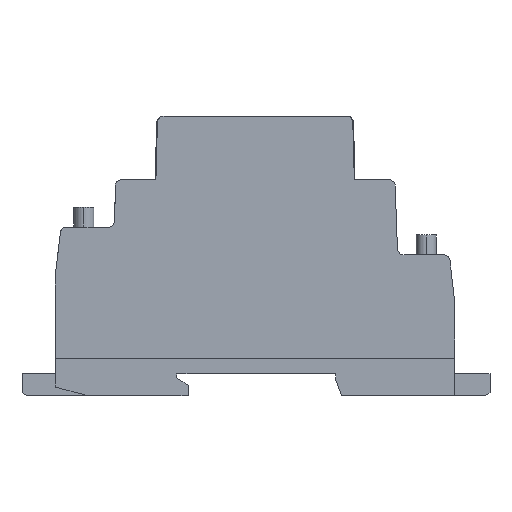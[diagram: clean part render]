
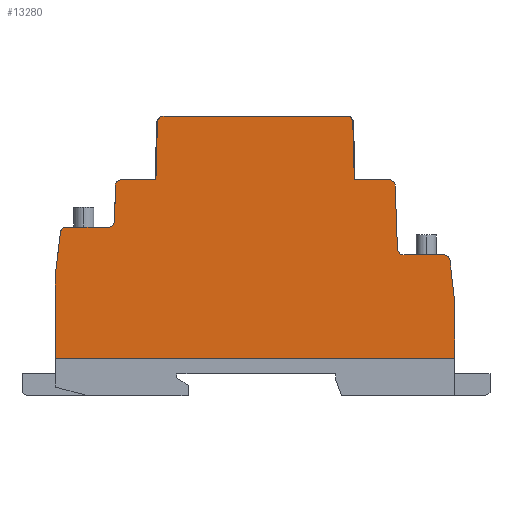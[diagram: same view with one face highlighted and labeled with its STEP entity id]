
A CAD part, left-side view. The second image highlights one B-rep face of the part: STEP entity #13280.
In plain terms, the highlighted planar face has unit normal (-1, 0, 0).
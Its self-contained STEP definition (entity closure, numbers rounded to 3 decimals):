
#12468=CARTESIAN_POINT('',(0.,22.629,43.699));
#12469=VERTEX_POINT('',#12468);
#12470=CARTESIAN_POINT('',(0.,22.293,56.537));
#12471=VERTEX_POINT('',#12470);
#12472=CARTESIAN_POINT('',(0.,22.629,43.699));
#12473=DIRECTION('',(0.,-0.026,1.));
#12474=VECTOR('',#12473,12.843);
#12475=LINE('',#12472,#12474);
#12476=EDGE_CURVE('',#12469,#12471,#12475,.T.);
#12508=CARTESIAN_POINT('',(0.,20.793,57.999));
#12509=VERTEX_POINT('',#12508);
#12510=CARTESIAN_POINT('',(0.,20.793,56.498));
#12511=DIRECTION('',(1.0,0.,0.));
#12512=DIRECTION('',(0.,0.698,0.716));
#12513=AXIS2_PLACEMENT_3D('',#12510,#12511,#12512);
#12514=CIRCLE('',#12513,1.5);
#12515=EDGE_CURVE('',#12471,#12509,#12514,.T.);
#12541=CARTESIAN_POINT('',(0.,-20.207,57.999));
#12542=VERTEX_POINT('',#12541);
#12543=CARTESIAN_POINT('',(0.,20.793,57.999));
#12544=DIRECTION('',(0.,-1.0,0.));
#12545=VECTOR('',#12544,41.);
#12546=LINE('',#12543,#12545);
#12547=EDGE_CURVE('',#12509,#12542,#12546,.T.);
#12602=CARTESIAN_POINT('',(0.,-21.706,56.539));
#12603=VERTEX_POINT('',#12602);
#12604=CARTESIAN_POINT('',(0.,-20.207,56.499));
#12605=DIRECTION('',(1.0,0.,0.));
#12606=DIRECTION('',(0.,-0.698,0.716));
#12607=AXIS2_PLACEMENT_3D('',#12604,#12605,#12606);
#12608=CIRCLE('',#12607,1.5);
#12609=EDGE_CURVE('',#12542,#12603,#12608,.T.);
#12635=CARTESIAN_POINT('',(0.,-22.042,43.699));
#12636=VERTEX_POINT('',#12635);
#12637=CARTESIAN_POINT('',(0.,-21.706,56.539));
#12638=DIRECTION('',(0.,-0.026,-1.));
#12639=VECTOR('',#12638,12.844);
#12640=LINE('',#12637,#12639);
#12641=EDGE_CURVE('',#12603,#12636,#12640,.T.);
#12666=CARTESIAN_POINT('',(0.,-29.758,43.699));
#12667=VERTEX_POINT('',#12666);
#12668=CARTESIAN_POINT('',(0.,-22.042,43.699));
#12669=DIRECTION('',(0.0,-1.0,0.0));
#12670=VECTOR('',#12669,7.716);
#12671=LINE('',#12668,#12670);
#12672=EDGE_CURVE('',#12636,#12667,#12671,.T.);
#12697=CARTESIAN_POINT('',(0.,-31.257,42.252));
#12698=VERTEX_POINT('',#12697);
#12699=CARTESIAN_POINT('',(0.,-29.759,42.199));
#12700=DIRECTION('',(1.0,0.,0.));
#12701=DIRECTION('',(0.,-0.694,0.72));
#12702=AXIS2_PLACEMENT_3D('',#12699,#12700,#12701);
#12703=CIRCLE('',#12702,1.5);
#12704=EDGE_CURVE('',#12667,#12698,#12703,.T.);
#12730=CARTESIAN_POINT('',(0.,-31.748,28.197));
#12731=VERTEX_POINT('',#12730);
#12732=CARTESIAN_POINT('',(0.,-31.257,42.252));
#12733=DIRECTION('',(0.,-0.035,-0.999));
#12734=VECTOR('',#12733,14.063);
#12735=LINE('',#12732,#12734);
#12736=EDGE_CURVE('',#12698,#12731,#12735,.T.);
#12761=CARTESIAN_POINT('',(0.,-33.249,26.749));
#12762=VERTEX_POINT('',#12761);
#12763=CARTESIAN_POINT('',(0.,-33.248,28.25));
#12764=DIRECTION('',(-1.0,0.,0.));
#12765=DIRECTION('',(0.,0.694,-0.72));
#12766=AXIS2_PLACEMENT_3D('',#12763,#12764,#12765);
#12767=CIRCLE('',#12766,1.501);
#12768=EDGE_CURVE('',#12731,#12762,#12767,.T.);
#12794=CARTESIAN_POINT('',(0.,-42.107,26.749));
#12795=VERTEX_POINT('',#12794);
#12796=CARTESIAN_POINT('',(0.,-33.249,26.749));
#12797=DIRECTION('',(0.0,-1.0,0.0));
#12798=VECTOR('',#12797,8.858);
#12799=LINE('',#12796,#12798);
#12800=EDGE_CURVE('',#12762,#12795,#12799,.T.);
#12885=CARTESIAN_POINT('',(0.,-43.604,25.168));
#12886=VERTEX_POINT('',#12885);
#12887=CARTESIAN_POINT('',(0.,-42.107,25.249));
#12888=DIRECTION('',(1.0,0.,0.));
#12889=DIRECTION('',(0.,-0.726,0.688));
#12890=AXIS2_PLACEMENT_3D('',#12887,#12888,#12889);
#12891=CIRCLE('',#12890,1.5);
#12892=EDGE_CURVE('',#12795,#12886,#12891,.T.);
#12918=CARTESIAN_POINT('',(0.0,-44.707,15.75));
#12919=VERTEX_POINT('',#12918);
#12920=CARTESIAN_POINT('',(0.,-43.604,25.168));
#12921=DIRECTION('',(0.,-0.116,-0.993));
#12922=VECTOR('',#12921,9.483);
#12923=LINE('',#12920,#12922);
#12924=EDGE_CURVE('',#12886,#12919,#12923,.T.);
#12949=CARTESIAN_POINT('',(0.0,-44.707,3.499));
#12950=VERTEX_POINT('',#12949);
#12951=CARTESIAN_POINT('',(0.,-44.707,15.75));
#12952=DIRECTION('',(0.0,0.0,-1.0));
#12953=VECTOR('',#12952,12.251);
#12954=LINE('',#12951,#12953);
#12955=EDGE_CURVE('',#12919,#12950,#12954,.T.);
#12980=CARTESIAN_POINT('',(0.0,45.293,3.499));
#12981=VERTEX_POINT('',#12980);
#12982=CARTESIAN_POINT('',(0.0,-44.707,3.499));
#12983=DIRECTION('',(0.0,1.0,0.0));
#12984=VECTOR('',#12983,90.);
#12985=LINE('',#12982,#12984);
#12986=EDGE_CURVE('',#12950,#12981,#12985,.T.);
#13011=CARTESIAN_POINT('',(0.0,45.293,21.999));
#13012=VERTEX_POINT('',#13011);
#13013=CARTESIAN_POINT('',(0.,45.293,3.499));
#13014=DIRECTION('',(0.0,0.0,1.0));
#13015=VECTOR('',#13014,18.5);
#13016=LINE('',#13013,#13015);
#13017=EDGE_CURVE('',#12981,#13012,#13016,.T.);
#13042=CARTESIAN_POINT('',(0.,44.191,31.419));
#13043=VERTEX_POINT('',#13042);
#13044=CARTESIAN_POINT('',(0.,45.293,21.999));
#13045=DIRECTION('',(0.,-0.116,0.993));
#13046=VECTOR('',#13045,9.484);
#13047=LINE('',#13044,#13046);
#13048=EDGE_CURVE('',#13012,#13043,#13047,.T.);
#13073=CARTESIAN_POINT('',(0.,42.694,33.));
#13074=VERTEX_POINT('',#13073);
#13075=CARTESIAN_POINT('',(0.,42.693,31.5));
#13076=DIRECTION('',(1.0,0.,0.));
#13077=DIRECTION('',(0.,0.726,0.688));
#13078=AXIS2_PLACEMENT_3D('',#13075,#13076,#13077);
#13079=CIRCLE('',#13078,1.5);
#13080=EDGE_CURVE('',#13043,#13074,#13079,.T.);
#13106=CARTESIAN_POINT('',(0.,33.372,33.));
#13107=VERTEX_POINT('',#13106);
#13108=CARTESIAN_POINT('',(0.,42.694,33.));
#13109=DIRECTION('',(0.0,-1.0,0.0));
#13110=VECTOR('',#13109,9.321);
#13111=LINE('',#13108,#13110);
#13112=EDGE_CURVE('',#13074,#13107,#13111,.T.);
#13137=CARTESIAN_POINT('',(0.,31.873,34.487));
#13138=VERTEX_POINT('',#13137);
#13139=CARTESIAN_POINT('',(0.,33.373,34.5));
#13140=DIRECTION('',(-1.0,0.,0.));
#13141=DIRECTION('',(0.,-0.704,-0.71));
#13142=AXIS2_PLACEMENT_3D('',#13139,#13140,#13141);
#13143=CIRCLE('',#13142,1.5);
#13144=EDGE_CURVE('',#13107,#13138,#13143,.T.);
#13170=CARTESIAN_POINT('',(0.,31.806,42.212));
#13171=VERTEX_POINT('',#13170);
#13172=CARTESIAN_POINT('',(0.,31.873,34.487));
#13173=DIRECTION('',(0.,-0.009,1.));
#13174=VECTOR('',#13173,7.726);
#13175=LINE('',#13172,#13174);
#13176=EDGE_CURVE('',#13138,#13171,#13175,.T.);
#13201=CARTESIAN_POINT('',(0.,30.307,43.699));
#13202=VERTEX_POINT('',#13201);
#13203=CARTESIAN_POINT('',(0.,30.307,42.199));
#13204=DIRECTION('',(1.0,0.,0.));
#13205=DIRECTION('',(0.,0.704,0.71));
#13206=AXIS2_PLACEMENT_3D('',#13203,#13204,#13205);
#13207=CIRCLE('',#13206,1.5);
#13208=EDGE_CURVE('',#13171,#13202,#13207,.T.);
#13234=CARTESIAN_POINT('',(0.,30.307,43.699));
#13235=DIRECTION('',(0.0,-1.0,0.0));
#13236=VECTOR('',#13235,7.678);
#13237=LINE('',#13234,#13236);
#13238=EDGE_CURVE('',#13202,#12469,#13237,.T.);
#13251=CARTESIAN_POINT('',(0.,0.626,26.878));
#13252=DIRECTION('',(-1.0,0.0,0.0));
#13253=DIRECTION('',(0.0,0.0,1.0));
#13254=AXIS2_PLACEMENT_3D('',#13251,#13252,#13253);
#13255=PLANE('',#13254);
#13256=ORIENTED_EDGE('',*,*,#12476,.F.);
#13257=ORIENTED_EDGE('',*,*,#13238,.F.);
#13258=ORIENTED_EDGE('',*,*,#13208,.F.);
#13259=ORIENTED_EDGE('',*,*,#13176,.F.);
#13260=ORIENTED_EDGE('',*,*,#13144,.F.);
#13261=ORIENTED_EDGE('',*,*,#13112,.F.);
#13262=ORIENTED_EDGE('',*,*,#13080,.F.);
#13263=ORIENTED_EDGE('',*,*,#13048,.F.);
#13264=ORIENTED_EDGE('',*,*,#13017,.F.);
#13265=ORIENTED_EDGE('',*,*,#12986,.F.);
#13266=ORIENTED_EDGE('',*,*,#12955,.F.);
#13267=ORIENTED_EDGE('',*,*,#12924,.F.);
#13268=ORIENTED_EDGE('',*,*,#12892,.F.);
#13269=ORIENTED_EDGE('',*,*,#12800,.F.);
#13270=ORIENTED_EDGE('',*,*,#12768,.F.);
#13271=ORIENTED_EDGE('',*,*,#12736,.F.);
#13272=ORIENTED_EDGE('',*,*,#12704,.F.);
#13273=ORIENTED_EDGE('',*,*,#12672,.F.);
#13274=ORIENTED_EDGE('',*,*,#12641,.F.);
#13275=ORIENTED_EDGE('',*,*,#12609,.F.);
#13276=ORIENTED_EDGE('',*,*,#12547,.F.);
#13277=ORIENTED_EDGE('',*,*,#12515,.F.);
#13278=EDGE_LOOP('',(#13256,#13257,#13258,#13259,#13260,#13261,#13262,#13263,#13264,#13265,#13266,#13267,#13268,#13269,#13270,#13271,#13272,#13273,#13274,#13275,#13276,#13277));
#13279=FACE_OUTER_BOUND('',#13278,.T.);
#13280=ADVANCED_FACE('',(#13279),#13255,.T.);
